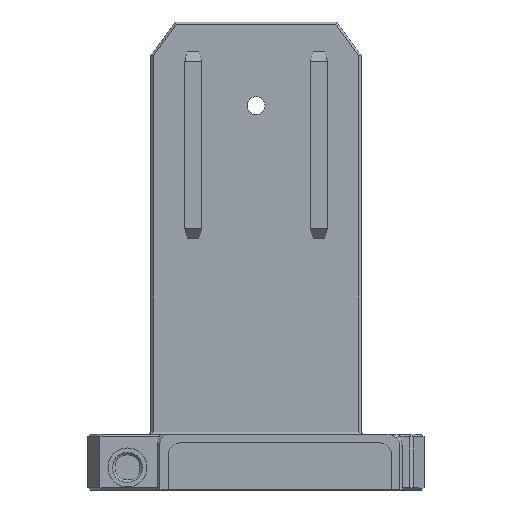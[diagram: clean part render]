
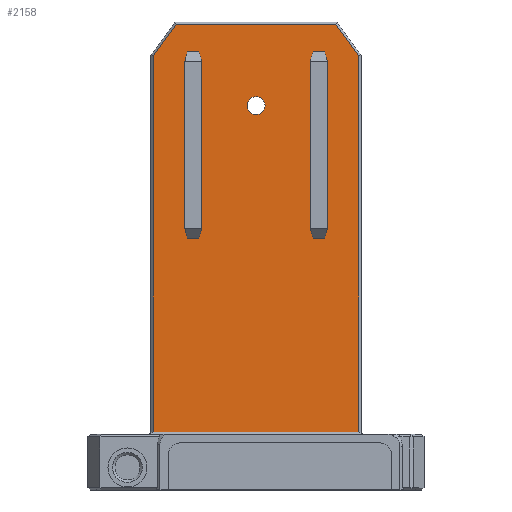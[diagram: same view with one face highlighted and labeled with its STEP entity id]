
A CAD part, top view. The second image highlights one B-rep face of the part: STEP entity #2158.
In plain terms, the highlighted planar face has unit normal (0, 0, 1).
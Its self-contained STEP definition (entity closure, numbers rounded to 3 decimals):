
#41=FACE_BOUND('',#279,.T.);
#42=FACE_BOUND('',#280,.T.);
#43=FACE_BOUND('',#281,.T.);
#58=CIRCLE('',#2309,1.5);
#143=FACE_OUTER_BOUND('',#278,.T.);
#278=EDGE_LOOP('',(#1698,#1699,#1700,#1701,#1702,#1703));
#279=EDGE_LOOP('',(#1704));
#280=EDGE_LOOP('',(#1705,#1706,#1707,#1708));
#281=EDGE_LOOP('',(#1709,#1710,#1711,#1712));
#373=LINE('',#3055,#643);
#375=LINE('',#3059,#645);
#389=LINE('',#3092,#659);
#481=LINE('',#3280,#751);
#484=LINE('',#3285,#754);
#493=LINE('',#3299,#763);
#514=LINE('',#3375,#784);
#515=LINE('',#3377,#785);
#516=LINE('',#3379,#786);
#517=LINE('',#3380,#787);
#518=LINE('',#3383,#788);
#519=LINE('',#3385,#789);
#520=LINE('',#3387,#790);
#521=LINE('',#3388,#791);
#643=VECTOR('',#2465,10.);
#645=VECTOR('',#2469,10.);
#659=VECTOR('',#2491,10.);
#751=VECTOR('',#2657,10.);
#754=VECTOR('',#2662,10.);
#763=VECTOR('',#2681,10.);
#784=VECTOR('',#2734,10.);
#785=VECTOR('',#2735,10.);
#786=VECTOR('',#2736,10.);
#787=VECTOR('',#2737,10.);
#788=VECTOR('',#2738,10.);
#789=VECTOR('',#2739,10.);
#790=VECTOR('',#2740,10.);
#791=VECTOR('',#2741,10.);
#913=VERTEX_POINT('',#3052);
#914=VERTEX_POINT('',#3054);
#915=VERTEX_POINT('',#3058);
#925=VERTEX_POINT('',#3084);
#929=VERTEX_POINT('',#3095);
#983=VERTEX_POINT('',#3279);
#998=VERTEX_POINT('',#3371);
#999=VERTEX_POINT('',#3373);
#1000=VERTEX_POINT('',#3374);
#1001=VERTEX_POINT('',#3376);
#1002=VERTEX_POINT('',#3378);
#1003=VERTEX_POINT('',#3381);
#1004=VERTEX_POINT('',#3382);
#1005=VERTEX_POINT('',#3384);
#1006=VERTEX_POINT('',#3386);
#1107=EDGE_CURVE('',#913,#914,#373,.T.);
#1109=EDGE_CURVE('',#914,#915,#375,.T.);
#1124=EDGE_CURVE('',#925,#913,#389,.T.);
#1217=EDGE_CURVE('',#983,#929,#481,.T.);
#1220=EDGE_CURVE('',#929,#925,#484,.T.);
#1229=EDGE_CURVE('',#915,#983,#493,.T.);
#1256=EDGE_CURVE('',#998,#998,#58,.T.);
#1257=EDGE_CURVE('',#999,#1000,#514,.T.);
#1258=EDGE_CURVE('',#1000,#1001,#515,.T.);
#1259=EDGE_CURVE('',#1001,#1002,#516,.T.);
#1260=EDGE_CURVE('',#1002,#999,#517,.T.);
#1261=EDGE_CURVE('',#1003,#1004,#518,.T.);
#1262=EDGE_CURVE('',#1004,#1005,#519,.T.);
#1263=EDGE_CURVE('',#1005,#1006,#520,.T.);
#1264=EDGE_CURVE('',#1006,#1003,#521,.T.);
#1698=ORIENTED_EDGE('',*,*,#1217,.F.);
#1699=ORIENTED_EDGE('',*,*,#1229,.F.);
#1700=ORIENTED_EDGE('',*,*,#1109,.F.);
#1701=ORIENTED_EDGE('',*,*,#1107,.F.);
#1702=ORIENTED_EDGE('',*,*,#1124,.F.);
#1703=ORIENTED_EDGE('',*,*,#1220,.F.);
#1704=ORIENTED_EDGE('',*,*,#1256,.F.);
#1705=ORIENTED_EDGE('',*,*,#1257,.T.);
#1706=ORIENTED_EDGE('',*,*,#1258,.T.);
#1707=ORIENTED_EDGE('',*,*,#1259,.T.);
#1708=ORIENTED_EDGE('',*,*,#1260,.T.);
#1709=ORIENTED_EDGE('',*,*,#1261,.T.);
#1710=ORIENTED_EDGE('',*,*,#1262,.T.);
#1711=ORIENTED_EDGE('',*,*,#1263,.T.);
#1712=ORIENTED_EDGE('',*,*,#1264,.T.);
#2036=PLANE('',#2308);
#2158=ADVANCED_FACE('',(#143,#41,#42,#43),#2036,.F.);
#2308=AXIS2_PLACEMENT_3D('',#3370,#2730,#2731);
#2309=AXIS2_PLACEMENT_3D('',#3372,#2732,#2733);
#2465=DIRECTION('',(0.588,0.809,0.));
#2469=DIRECTION('',(1.,0.,0.));
#2491=DIRECTION('',(0.,1.,0.));
#2657=DIRECTION('',(0.,-1.,0.));
#2662=DIRECTION('',(-1.,0.,0.));
#2681=DIRECTION('',(0.588,-0.809,0.));
#2730=DIRECTION('center_axis',(0.,0.,-1.));
#2731=DIRECTION('ref_axis',(1.,0.,0.));
#2732=DIRECTION('center_axis',(0.,0.,1.));
#2733=DIRECTION('ref_axis',(1.,0.,0.));
#2734=DIRECTION('',(0.,-1.,0.));
#2735=DIRECTION('',(-1.,0.,0.));
#2736=DIRECTION('',(0.,1.,0.));
#2737=DIRECTION('',(1.,0.,0.));
#2738=DIRECTION('',(0.,-1.,0.));
#2739=DIRECTION('',(-1.,0.,0.));
#2740=DIRECTION('',(0.,1.,0.));
#2741=DIRECTION('',(1.,0.,0.));
#3052=CARTESIAN_POINT('',(161.528,348.771,-2.5));
#3054=CARTESIAN_POINT('',(165.331,354.007,-2.5));
#3055=CARTESIAN_POINT('',(157.51,343.242,-2.5));
#3058=CARTESIAN_POINT('',(191.924,354.007,-2.5));
#3059=CARTESIAN_POINT('',(169.878,354.007,-2.5));
#3084=CARTESIAN_POINT('',(161.528,286.057,-2.5));
#3092=CARTESIAN_POINT('',(161.528,295.907,-2.5));
#3095=CARTESIAN_POINT('',(195.728,286.057,-2.5));
#3279=CARTESIAN_POINT('',(195.728,348.771,-2.5));
#3280=CARTESIAN_POINT('',(195.728,334.907,-2.5));
#3285=CARTESIAN_POINT('',(164.628,286.057,-2.5));
#3299=CARTESIAN_POINT('',(199.745,343.242,-2.5));
#3370=CARTESIAN_POINT('Origin',(178.628,315.407,-2.5));
#3371=CARTESIAN_POINT('',(177.145,340.479,-2.5));
#3372=CARTESIAN_POINT('Origin',(178.645,340.479,-2.5));
#3373=CARTESIAN_POINT('',(169.123,349.407,-2.5));
#3374=CARTESIAN_POINT('',(169.123,318.407,-2.5));
#3375=CARTESIAN_POINT('',(169.123,316.907,-2.5));
#3376=CARTESIAN_POINT('',(167.228,318.407,-2.5));
#3377=CARTESIAN_POINT('',(173.402,318.407,-2.5));
#3378=CARTESIAN_POINT('',(167.228,349.407,-2.5));
#3379=CARTESIAN_POINT('',(167.228,316.907,-2.5));
#3380=CARTESIAN_POINT('',(173.402,349.407,-2.5));
#3381=CARTESIAN_POINT('',(190.032,349.407,-2.5));
#3382=CARTESIAN_POINT('',(190.032,318.407,-2.5));
#3383=CARTESIAN_POINT('',(190.032,316.907,-2.5));
#3384=CARTESIAN_POINT('',(188.137,318.407,-2.5));
#3385=CARTESIAN_POINT('',(183.856,318.407,-2.5));
#3386=CARTESIAN_POINT('',(188.137,349.407,-2.5));
#3387=CARTESIAN_POINT('',(188.137,316.907,-2.5));
#3388=CARTESIAN_POINT('',(183.856,349.407,-2.5));
